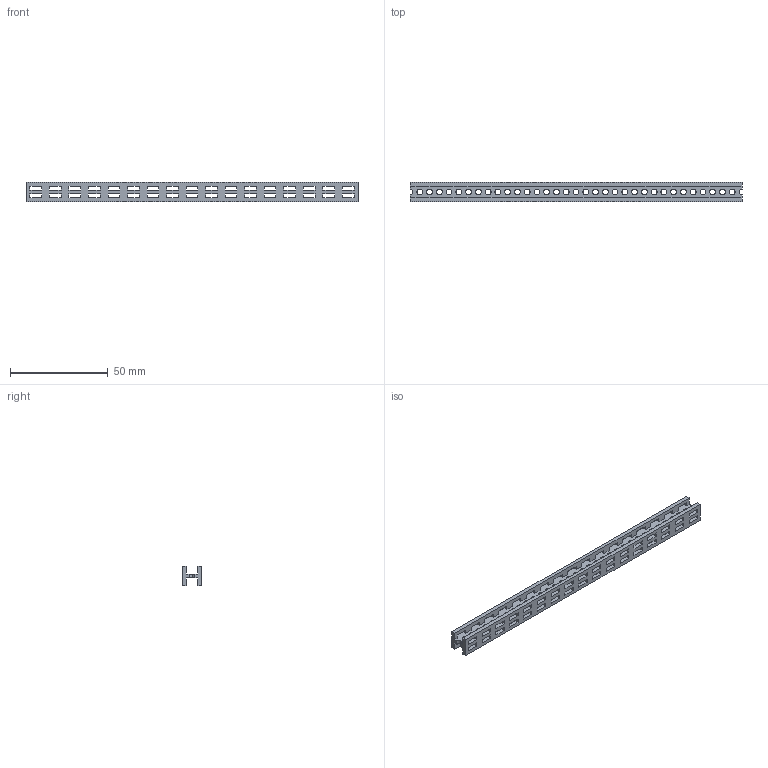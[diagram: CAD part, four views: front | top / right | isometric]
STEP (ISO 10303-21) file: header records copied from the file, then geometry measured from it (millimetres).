
FILE_DESCRIPTION (( 'STEP AP203' ), '1' );
FILE_NAME ('Beam 170.STEP', '2017-02-03T08:49:40', ( '' ), ( '' ), 'SwSTEP 2.0', 'SolidWorks 2015', '' );
FILE_SCHEMA (( 'CONFIG_CONTROL_DESIGN' ));
Length unit declared in the file: millimetre
Products named in the file (1): Beam 170
Bounding box: 170 x 10 x 10 mm (x, y, z)
Volume: 6727.3 mm3; surface area: 10316.2 mm2
Topology: 1 solids, 1 shells, 289 faces, 1065 edges, 710 vertices
Faces by surface type: plane 220, cylinder 69
Entity records: 11678 total; most frequent: ORIENTED_EDGE 2130, CARTESIAN_POINT 2065, DIRECTION 1783, EDGE_CURVE 1065, LINE 927, VECTOR 927, VERTEX_POINT 710, AXIS2_PLACEMENT_3D 428
